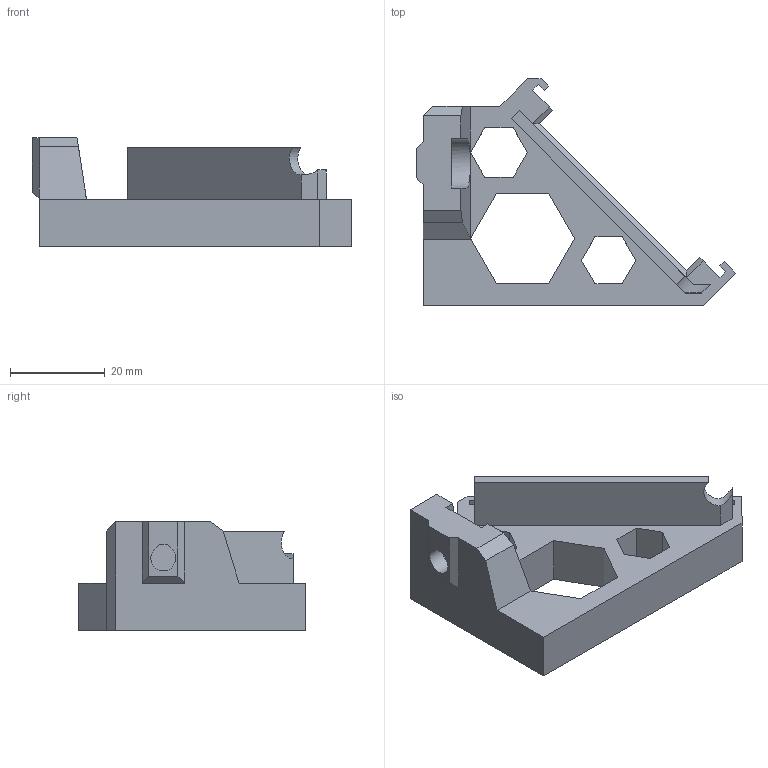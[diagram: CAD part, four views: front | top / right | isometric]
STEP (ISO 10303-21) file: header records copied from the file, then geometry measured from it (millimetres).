
FILE_DESCRIPTION(/* description */ (''),/* implementation_level */ '2;1');
FILE_NAME(/* name */ 'lcd_support_a.step',/* time_stamp */ '2017-10-27T19:51:27+02:00',/* author */ ('gregsaun'),/* organization */ (''),/* preprocessor_version */ 'ST-DEVELOPER v16.13',/* originating_system */ 'Autodesk Translation Framework v6.5.0.72',/* authorisation */ '');
FILE_SCHEMA (('AUTOMOTIVE_DESIGN { 1 0 10303 214 3 1 1 }'));
Length unit declared in the file: millimetre
Products named in the file (1): lcd_support_a
Bounding box: 67.4 x 47.88 x 23 mm (x, y, z)
Volume: 17399 mm3; surface area: 8359.9 mm2
Topology: 1 solids, 3 shells, 84 faces, 228 edges, 148 vertices
Faces by surface type: plane 81, cylinder 3
Entity records: 2637 total; most frequent: CARTESIAN_POINT 461, ORIENTED_EDGE 456, DIRECTION 407, EDGE_CURVE 228, LINE 219, VECTOR 219, VERTEX_POINT 148, AXIS2_PLACEMENT_3D 94
